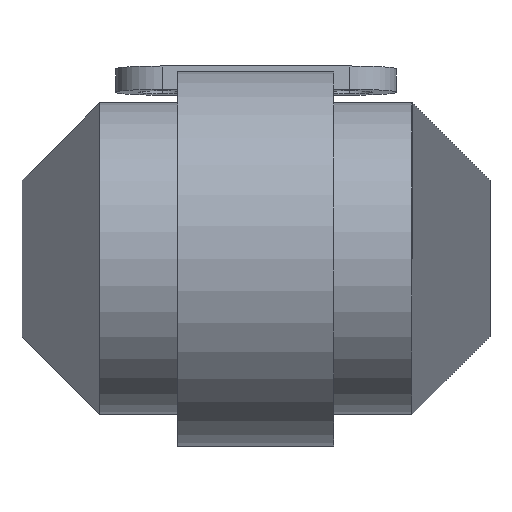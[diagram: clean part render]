
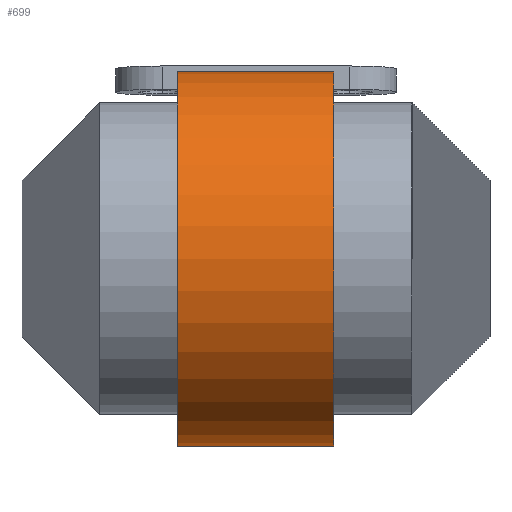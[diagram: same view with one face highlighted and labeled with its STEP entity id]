
A CAD part, front view. The second image highlights one B-rep face of the part: STEP entity #699.
In plain terms, the highlighted cylindrical face has radius 12 mm (diameter 24 mm), a partial arc.
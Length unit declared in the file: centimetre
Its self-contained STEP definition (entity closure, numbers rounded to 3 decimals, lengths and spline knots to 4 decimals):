
#37 = AXIS2_PLACEMENT_3D ( 'NONE', #230, #562, #1042 ) ;
#101 = LINE ( 'NONE', #1035, #426 ) ;
#212 = VERTEX_POINT ( 'NONE', #292 ) ;
#217 = DIRECTION ( 'NONE',  ( 1., 0., 0. ) ) ;
#230 = CARTESIAN_POINT ( 'NONE',  ( -0.5, -5.5, 0. ) ) ;
#235 = CARTESIAN_POINT ( 'NONE',  ( 0.5, -5.5, 1.2 ) ) ;
#253 = VERTEX_POINT ( 'NONE', #522 ) ;
#262 = VERTEX_POINT ( 'NONE', #514 ) ;
#292 = CARTESIAN_POINT ( 'NONE',  ( -0.5, -5.5, -1.2 ) ) ;
#359 = DIRECTION ( 'NONE',  ( 0., 0., -1. ) ) ;
#371 = CIRCLE ( 'NONE', #37, 1.2 ) ;
#426 = VECTOR ( 'NONE', #458, 100. ) ;
#430 = CARTESIAN_POINT ( 'NONE',  ( 0.5, -5.5, 1.2 ) ) ;
#446 = DIRECTION ( 'NONE',  ( -1., 0., 0. ) ) ;
#458 = DIRECTION ( 'NONE',  ( -1., 0., 0. ) ) ;
#477 = EDGE_CURVE ( 'NONE', #1105, #262, #905, .T. ) ;
#514 = CARTESIAN_POINT ( 'NONE',  ( 0.5, -5.5, -1.2 ) ) ;
#522 = CARTESIAN_POINT ( 'NONE',  ( -0.5, -5.5, 1.2 ) ) ;
#549 = FACE_OUTER_BOUND ( 'NONE', #659, .T. ) ;
#559 = ORIENTED_EDGE ( 'NONE', *, *, #1190, .T. ) ;
#562 = DIRECTION ( 'NONE',  ( 1., 0., 0. ) ) ;
#659 = EDGE_LOOP ( 'NONE', ( #1186, #725, #559, #760 ) ) ;
#699 = ADVANCED_FACE ( 'NONE', ( #549 ), #763, .T. ) ;
#725 = ORIENTED_EDGE ( 'NONE', *, *, #477, .F. ) ;
#760 = ORIENTED_EDGE ( 'NONE', *, *, #1173, .T. ) ;
#763 = CYLINDRICAL_SURFACE ( 'NONE', #1021, 1.2 ) ;
#779 = AXIS2_PLACEMENT_3D ( 'NONE', #809, #217, #359 ) ;
#809 = CARTESIAN_POINT ( 'NONE',  ( 0.5, -5.5, 0. ) ) ;
#905 = CIRCLE ( 'NONE', #779, 1.2 ) ;
#1014 = LINE ( 'NONE', #235, #1265 ) ;
#1021 = AXIS2_PLACEMENT_3D ( 'NONE', #1107, #1347, #1235 ) ;
#1035 = CARTESIAN_POINT ( 'NONE',  ( 0.5, -5.5, -1.2 ) ) ;
#1042 = DIRECTION ( 'NONE',  ( 0., 0., -1. ) ) ;
#1105 = VERTEX_POINT ( 'NONE', #430 ) ;
#1107 = CARTESIAN_POINT ( 'NONE',  ( 0.5, -5.5, 0. ) ) ;
#1173 = EDGE_CURVE ( 'NONE', #253, #212, #371, .T. ) ;
#1186 = ORIENTED_EDGE ( 'NONE', *, *, #1238, .F. ) ;
#1190 = EDGE_CURVE ( 'NONE', #1105, #253, #1014, .T. ) ;
#1235 = DIRECTION ( 'NONE',  ( 0., 0., 1. ) ) ;
#1238 = EDGE_CURVE ( 'NONE', #262, #212, #101, .T. ) ;
#1265 = VECTOR ( 'NONE', #446, 100. ) ;
#1347 = DIRECTION ( 'NONE',  ( -1., 0., 0. ) ) ;
